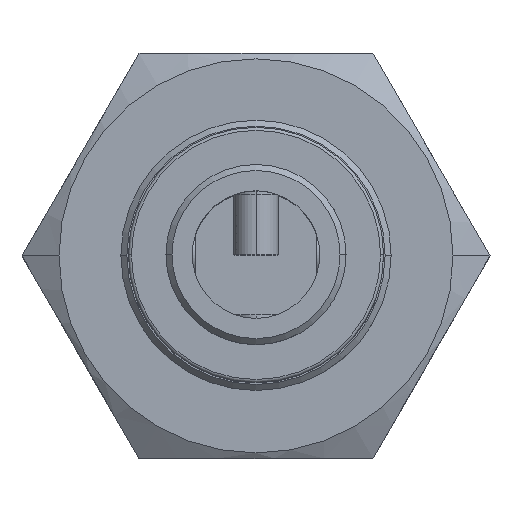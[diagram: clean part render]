
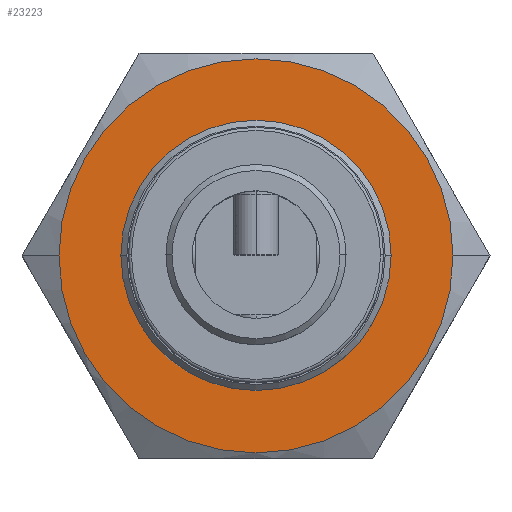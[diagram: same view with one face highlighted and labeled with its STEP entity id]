
A CAD part, top view. The second image highlights one B-rep face of the part: STEP entity #23223.
In plain terms, the highlighted planar face has unit normal (0, 0, 1).
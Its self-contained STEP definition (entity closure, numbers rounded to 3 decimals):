
#273 = DIRECTION ( 'NONE',  ( 0., 0., -1. ) ) ;
#473 = CIRCLE ( 'NONE', #26888, 13.125 ) ;
#487 = VERTEX_POINT ( 'NONE', #2073 ) ;
#1351 = CIRCLE ( 'NONE', #18667, 13.125 ) ;
#2046 = CARTESIAN_POINT ( 'NONE',  ( 0., 0., 32.455 ) ) ;
#2073 = CARTESIAN_POINT ( 'NONE',  ( 8.027, 0., 32.455 ) ) ;
#5776 = EDGE_LOOP ( 'NONE', ( #19384, #11311 ) ) ;
#7205 = DIRECTION ( 'NONE',  ( 0., 0., -1. ) ) ;
#9518 = FACE_BOUND ( 'NONE', #20598, .T. ) ;
#9700 = CARTESIAN_POINT ( 'NONE',  ( 0., 0., 32.455 ) ) ;
#9962 = CARTESIAN_POINT ( 'NONE',  ( 7.794, -13.5, 32.455 ) ) ;
#10002 = EDGE_CURVE ( 'NONE', #487, #23942, #21972, .T. ) ;
#11269 = DIRECTION ( 'NONE',  ( 1., 0., 0. ) ) ;
#11311 = ORIENTED_EDGE ( 'NONE', *, *, #15657, .F. ) ;
#12201 = ORIENTED_EDGE ( 'NONE', *, *, #10002, .T. ) ;
#12206 = DIRECTION ( 'NONE',  ( 1., 0., 0. ) ) ;
#13281 = CARTESIAN_POINT ( 'NONE',  ( -13.125, 0., 32.455 ) ) ;
#14218 = CARTESIAN_POINT ( 'NONE',  ( 13.125, 0., 32.455 ) ) ;
#14387 = CARTESIAN_POINT ( 'NONE',  ( -8.027, 0., 32.455 ) ) ;
#15168 = AXIS2_PLACEMENT_3D ( 'NONE', #2046, #15408, #26334 ) ;
#15408 = DIRECTION ( 'NONE',  ( 0., 0., -1. ) ) ;
#15657 = EDGE_CURVE ( 'NONE', #25603, #17609, #473, .T. ) ;
#15813 = FACE_OUTER_BOUND ( 'NONE', #5776, .T. ) ;
#17541 = EDGE_CURVE ( 'NONE', #23942, #487, #21780, .T. ) ;
#17609 = VERTEX_POINT ( 'NONE', #13281 ) ;
#18667 = AXIS2_PLACEMENT_3D ( 'NONE', #21803, #25893, #21883 ) ;
#19384 = ORIENTED_EDGE ( 'NONE', *, *, #20688, .F. ) ;
#20598 = EDGE_LOOP ( 'NONE', ( #12201, #22397 ) ) ;
#20688 = EDGE_CURVE ( 'NONE', #17609, #25603, #1351, .T. ) ;
#21074 = PLANE ( 'NONE',  #28595 ) ;
#21780 = CIRCLE ( 'NONE', #15168, 8.027 ) ;
#21803 = CARTESIAN_POINT ( 'NONE',  ( 0., 0., 32.455 ) ) ;
#21883 = DIRECTION ( 'NONE',  ( -1., 0., 0. ) ) ;
#21972 = CIRCLE ( 'NONE', #27502, 8.027 ) ;
#22397 = ORIENTED_EDGE ( 'NONE', *, *, #17541, .T. ) ;
#23223 = ADVANCED_FACE ( 'NONE', ( #9518, #15813 ), #21074, .T. ) ;
#23942 = VERTEX_POINT ( 'NONE', #14387 ) ;
#24946 = DIRECTION ( 'NONE',  ( -1., 0., 0. ) ) ;
#25553 = DIRECTION ( 'NONE',  ( 0., 0., 1. ) ) ;
#25603 = VERTEX_POINT ( 'NONE', #14218 ) ;
#25893 = DIRECTION ( 'NONE',  ( 0., 0., -1. ) ) ;
#26334 = DIRECTION ( 'NONE',  ( 1., 0., 0. ) ) ;
#26888 = AXIS2_PLACEMENT_3D ( 'NONE', #9700, #7205, #24946 ) ;
#27502 = AXIS2_PLACEMENT_3D ( 'NONE', #28888, #273, #11269 ) ;
#28595 = AXIS2_PLACEMENT_3D ( 'NONE', #9962, #25553, #12206 ) ;
#28888 = CARTESIAN_POINT ( 'NONE',  ( 0., 0., 32.455 ) ) ;
